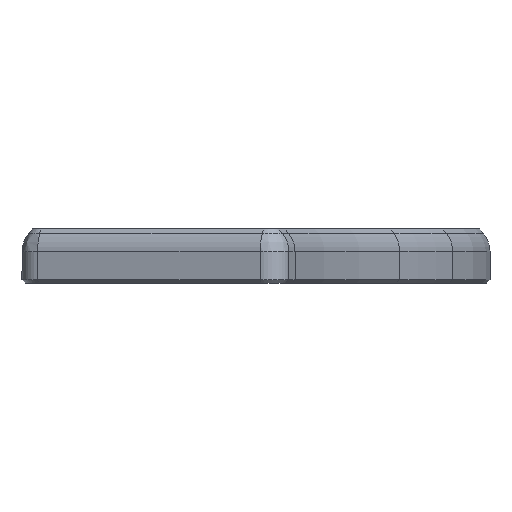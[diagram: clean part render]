
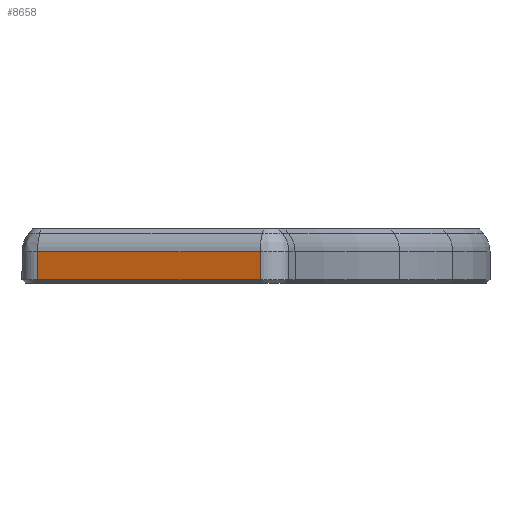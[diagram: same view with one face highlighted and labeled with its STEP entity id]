
A CAD part, left-side view. The second image highlights one B-rep face of the part: STEP entity #8658.
In plain terms, the highlighted planar face has unit normal (-0.951, 0.309, 0).
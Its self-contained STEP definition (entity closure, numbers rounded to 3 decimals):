
#293=PLANE('',#9518);
#852=LINE('',#14317,#1656);
#864=LINE('',#14382,#1668);
#865=LINE('',#14386,#1669);
#866=LINE('',#14387,#1670);
#1656=VECTOR('',#11561,10.);
#1668=VECTOR('',#11627,10.);
#1669=VECTOR('',#11632,10.);
#1670=VECTOR('',#11633,10.);
#2450=FACE_OUTER_BOUND('',#2977,.T.);
#2977=EDGE_LOOP('',(#7118,#7119,#7120,#7121));
#4168=VERTEX_POINT('',#14310);
#4170=VERTEX_POINT('',#14316);
#4187=VERTEX_POINT('',#14381);
#4188=VERTEX_POINT('',#14385);
#5232=EDGE_CURVE('',#4168,#4170,#852,.T.);
#5261=EDGE_CURVE('',#4170,#4187,#864,.T.);
#5263=EDGE_CURVE('',#4188,#4168,#865,.T.);
#5264=EDGE_CURVE('',#4187,#4188,#866,.T.);
#7118=ORIENTED_EDGE('',*,*,#5232,.F.);
#7119=ORIENTED_EDGE('',*,*,#5263,.F.);
#7120=ORIENTED_EDGE('',*,*,#5264,.F.);
#7121=ORIENTED_EDGE('',*,*,#5261,.F.);
#8658=ADVANCED_FACE('',(#2450),#293,.T.);
#9518=AXIS2_PLACEMENT_3D('',#14384,#11630,#11631);
#11561=DIRECTION('',(-0.309,-0.951,0.));
#11627=DIRECTION('',(0.,0.,-1.));
#11630=DIRECTION('center_axis',(-0.951,0.309,0.));
#11631=DIRECTION('ref_axis',(-0.309,-0.951,0.));
#11632=DIRECTION('',(0.,0.,1.));
#11633=DIRECTION('',(0.309,0.951,0.));
#14310=CARTESIAN_POINT('',(-118.152,53.525,-0.048));
#14316=CARTESIAN_POINT('',(-135.688,-0.449,-0.048));
#14317=CARTESIAN_POINT('',(-119.836,48.34,-0.048));
#14381=CARTESIAN_POINT('',(-135.688,-0.449,-6.85));
#14382=CARTESIAN_POINT('',(-135.688,-0.449,0.));
#14384=CARTESIAN_POINT('Origin',(-116.803,57.676,0.));
#14385=CARTESIAN_POINT('',(-118.152,53.525,-6.85));
#14386=CARTESIAN_POINT('',(-118.152,53.525,0.));
#14387=CARTESIAN_POINT('',(-122.861,39.03,-6.85));
